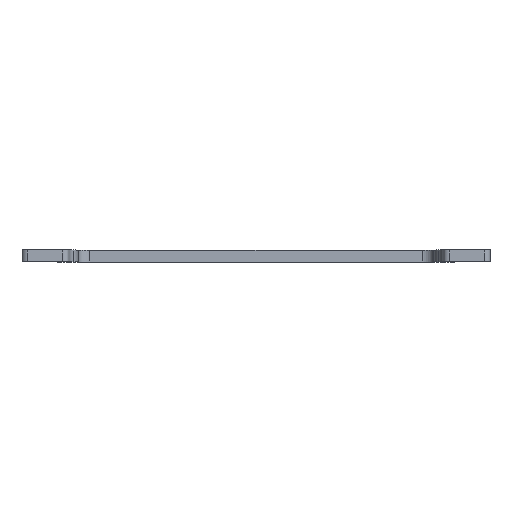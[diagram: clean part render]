
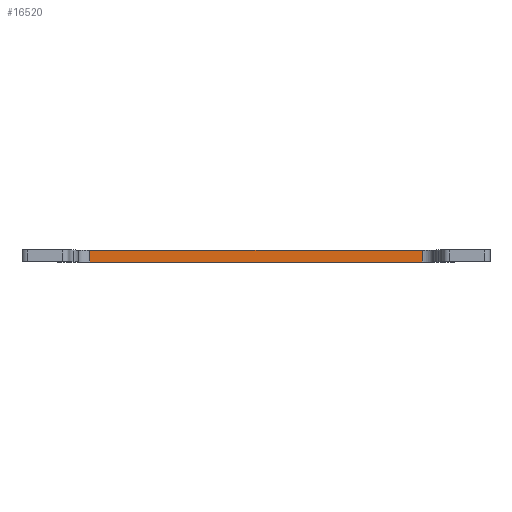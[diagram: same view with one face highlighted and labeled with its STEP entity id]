
A CAD part, top view. The second image highlights one B-rep face of the part: STEP entity #16520.
In plain terms, the highlighted planar face has unit normal (0, 0, 1).
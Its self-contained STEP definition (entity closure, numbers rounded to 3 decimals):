
#2830=CARTESIAN_POINT('',(-28.4,0.,-46.9));
#2840=VERTEX_POINT('',#2830);
#2870=CARTESIAN_POINT('',(-28.4,0.,-46.9));
#2880=DIRECTION('',(0.,-1.,0.));
#2890=VECTOR('',#2880,1.);
#2900=LINE('',#2870,#2890);
#2910=CARTESIAN_POINT('',(-28.4,-2.,-46.9));
#2920=VERTEX_POINT('',#2910);
#2930=EDGE_CURVE('',#2840,#2920,#2900,.T.);
#12890=CARTESIAN_POINT('',(28.4,0.,-46.9));
#12900=VERTEX_POINT('',#12890);
#12930=CARTESIAN_POINT('',(-30.,0.,-46.9));
#12940=DIRECTION('',(1.,0.,0.));
#12950=VECTOR('',#12940,1.);
#12960=LINE('',#12930,#12950);
#12970=EDGE_CURVE('',#2840,#12900,#12960,.T.);
#15380=CARTESIAN_POINT('',(-30.,-2.,-46.9));
#15390=DIRECTION('',(1.,0.,0.));
#15400=VECTOR('',#15390,1.);
#15410=LINE('',#15380,#15400);
#15420=CARTESIAN_POINT('',(28.4,-2.,-46.9));
#15430=VERTEX_POINT('',#15420);
#15440=EDGE_CURVE('',#2920,#15430,#15410,.T.);
#16360=CARTESIAN_POINT('',(30.,0.,-46.9));
#16370=DIRECTION('',(0.,0.,-1.));
#16380=DIRECTION('',(1.,0.,0.));
#16390=AXIS2_PLACEMENT_3D('',#16360,#16370,#16380);
#16400=PLANE('',#16390);
#16410=ORIENTED_EDGE('',*,*,#15440,.T.);
#16420=ORIENTED_EDGE('',*,*,#2930,.T.);
#16430=ORIENTED_EDGE('',*,*,#12970,.F.);
#16440=CARTESIAN_POINT('',(28.4,0.,-46.9));
#16450=DIRECTION('',(0.,-1.,0.));
#16460=VECTOR('',#16450,1.);
#16470=LINE('',#16440,#16460);
#16480=EDGE_CURVE('',#12900,#15430,#16470,.T.);
#16490=ORIENTED_EDGE('',*,*,#16480,.F.);
#16500=EDGE_LOOP('',(#16490,#16430,#16420,#16410));
#16510=FACE_OUTER_BOUND('',#16500,.T.);
#16520=ADVANCED_FACE('',(#16510),#16400,.F.);
